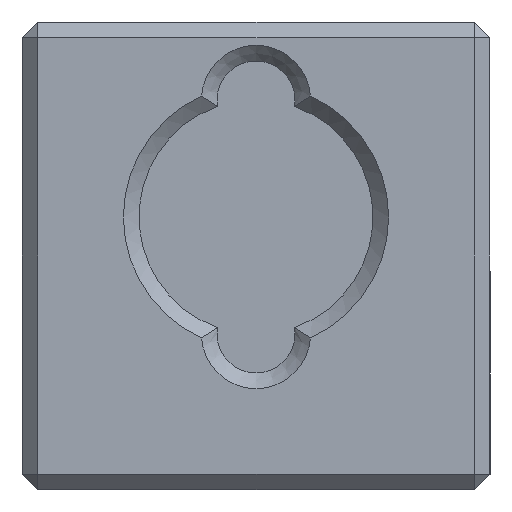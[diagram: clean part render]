
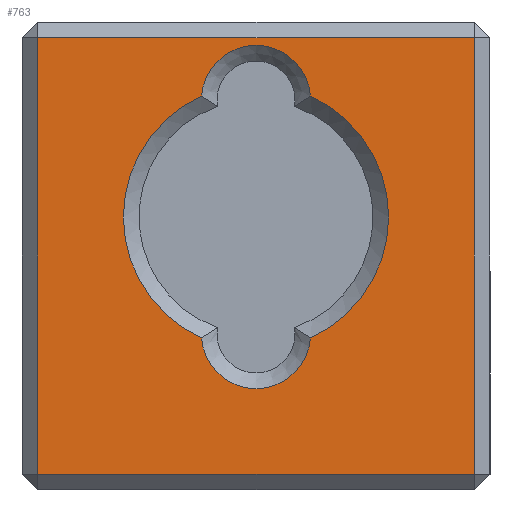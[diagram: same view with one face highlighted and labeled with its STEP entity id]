
A CAD part, left-side view. The second image highlights one B-rep face of the part: STEP entity #763.
In plain terms, the highlighted planar face has unit normal (-1, 0, 0).
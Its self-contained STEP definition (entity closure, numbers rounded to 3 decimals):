
#20=FACE_BOUND('',#152,.T.);
#43=CIRCLE('',#846,1.7);
#44=CIRCLE('',#847,0.7);
#45=CIRCLE('',#848,1.7);
#46=CIRCLE('',#849,0.7);
#101=FACE_OUTER_BOUND('',#151,.T.);
#151=EDGE_LOOP('',(#629,#630,#631,#632));
#152=EDGE_LOOP('',(#633,#634,#635,#636));
#198=LINE('',#1180,#274);
#202=LINE('',#1189,#278);
#210=LINE('',#1203,#286);
#222=LINE('',#1233,#298);
#274=VECTOR('',#943,10.);
#278=VECTOR('',#951,10.);
#286=VECTOR('',#965,10.);
#298=VECTOR('',#997,10.);
#339=VERTEX_POINT('',#1157);
#347=VERTEX_POINT('',#1175);
#348=VERTEX_POINT('',#1182);
#351=VERTEX_POINT('',#1195);
#366=VERTEX_POINT('',#1267);
#367=VERTEX_POINT('',#1268);
#368=VERTEX_POINT('',#1270);
#369=VERTEX_POINT('',#1272);
#417=EDGE_CURVE('',#339,#347,#198,.T.);
#421=EDGE_CURVE('',#348,#339,#202,.T.);
#429=EDGE_CURVE('',#351,#348,#210,.T.);
#445=EDGE_CURVE('',#347,#351,#222,.T.);
#462=EDGE_CURVE('',#366,#367,#43,.T.);
#463=EDGE_CURVE('',#368,#366,#44,.T.);
#464=EDGE_CURVE('',#369,#368,#45,.T.);
#465=EDGE_CURVE('',#367,#369,#46,.T.);
#629=ORIENTED_EDGE('',*,*,#417,.F.);
#630=ORIENTED_EDGE('',*,*,#421,.F.);
#631=ORIENTED_EDGE('',*,*,#429,.F.);
#632=ORIENTED_EDGE('',*,*,#445,.F.);
#633=ORIENTED_EDGE('',*,*,#462,.F.);
#634=ORIENTED_EDGE('',*,*,#463,.F.);
#635=ORIENTED_EDGE('',*,*,#464,.F.);
#636=ORIENTED_EDGE('',*,*,#465,.F.);
#723=PLANE('',#845);
#763=ADVANCED_FACE('',(#101,#20),#723,.F.);
#845=AXIS2_PLACEMENT_3D('',#1266,#1040,#1041);
#846=AXIS2_PLACEMENT_3D('',#1269,#1042,#1043);
#847=AXIS2_PLACEMENT_3D('',#1271,#1044,#1045);
#848=AXIS2_PLACEMENT_3D('',#1273,#1046,#1047);
#849=AXIS2_PLACEMENT_3D('',#1274,#1048,#1049);
#943=DIRECTION('',(0.,0.,-1.));
#951=DIRECTION('',(0.,-1.,0.));
#965=DIRECTION('',(0.,0.,1.));
#997=DIRECTION('',(0.,1.,0.));
#1040=DIRECTION('center_axis',(1.,0.,0.));
#1041=DIRECTION('ref_axis',(0.,0.,-1.));
#1042=DIRECTION('center_axis',(-1.,0.,0.));
#1043=DIRECTION('ref_axis',(0.,0.,1.));
#1044=DIRECTION('center_axis',(-1.,0.,0.));
#1045=DIRECTION('ref_axis',(0.,0.,-1.));
#1046=DIRECTION('center_axis',(-1.,0.,0.));
#1047=DIRECTION('ref_axis',(0.,0.,1.));
#1048=DIRECTION('center_axis',(-1.,0.,0.));
#1049=DIRECTION('ref_axis',(0.,0.,1.));
#1157=CARTESIAN_POINT('',(0.,-2.8,2.3));
#1175=CARTESIAN_POINT('',(0.,-2.8,-3.3));
#1180=CARTESIAN_POINT('',(0.,-2.8,1.75));
#1182=CARTESIAN_POINT('',(0.,2.8,2.3));
#1189=CARTESIAN_POINT('',(0.,0.,2.3));
#1195=CARTESIAN_POINT('',(0.,2.8,-3.3));
#1203=CARTESIAN_POINT('',(0.,2.8,-1.75));
#1233=CARTESIAN_POINT('',(0.,-1.5,-3.3));
#1266=CARTESIAN_POINT('Origin',(0.,0.,0.));
#1267=CARTESIAN_POINT('',(0.,-0.698,-1.55));
#1268=CARTESIAN_POINT('',(0.,-0.698,1.55));
#1269=CARTESIAN_POINT('Origin',(0.,0.,0.));
#1270=CARTESIAN_POINT('',(0.,0.698,-1.55));
#1271=CARTESIAN_POINT('Origin',(0.,0.,-1.5));
#1272=CARTESIAN_POINT('',(0.,0.698,1.55));
#1273=CARTESIAN_POINT('Origin',(0.,0.,0.));
#1274=CARTESIAN_POINT('Origin',(0.,0.,1.5));
